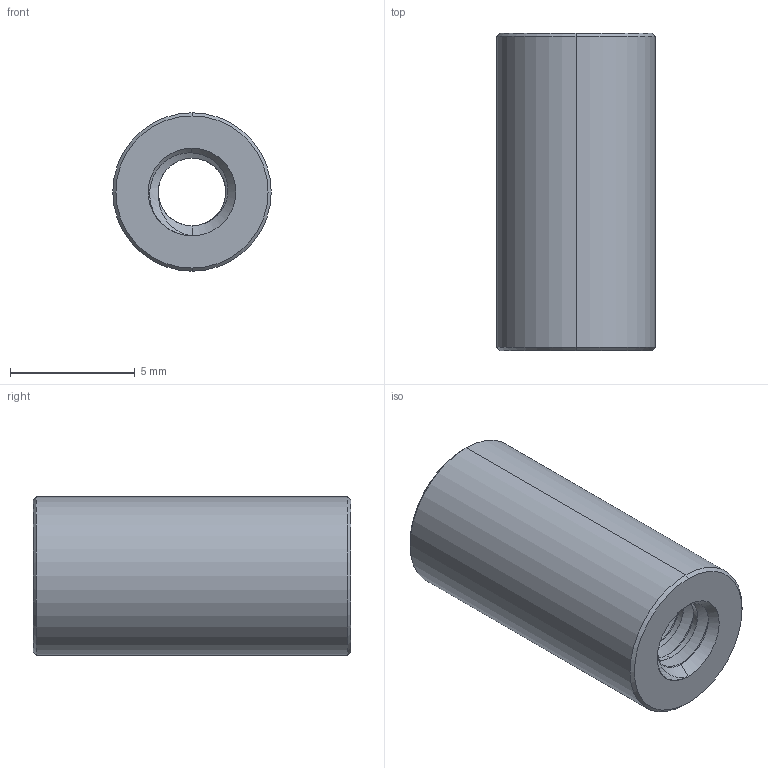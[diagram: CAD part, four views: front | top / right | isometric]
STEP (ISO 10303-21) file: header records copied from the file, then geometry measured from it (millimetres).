
FILE_DESCRIPTION (( 'STEP AP203' ), '1' );
FILE_NAME ('633122.STEP', '2017-06-28T19:49:03', ( '' ), ( '' ), 'SwSTEP 2.0', 'SolidWorks 2016', '' );
FILE_SCHEMA (( 'CONFIG_CONTROL_DESIGN' ));
Length unit declared in the file: inch
Products named in the file (1): 633122
Bounding box: 6.34 x 12.7 x 6.34 mm (x, y, z)
Volume: 307.2 mm3; surface area: 487.8 mm2
Topology: 1 solids, 1 shells, 98 faces, 278 edges, 182 vertices
Faces by surface type: cylinder 83, cone 11, plane 2, bspline 2
Entity records: 6781 total; most frequent: CARTESIAN_POINT 4639, ORIENTED_EDGE 556, DIRECTION 324, EDGE_CURVE 278, VERTEX_POINT 182, AXIS2_PLACEMENT_3D 117, EDGE_LOOP 100, ADVANCED_FACE 98
